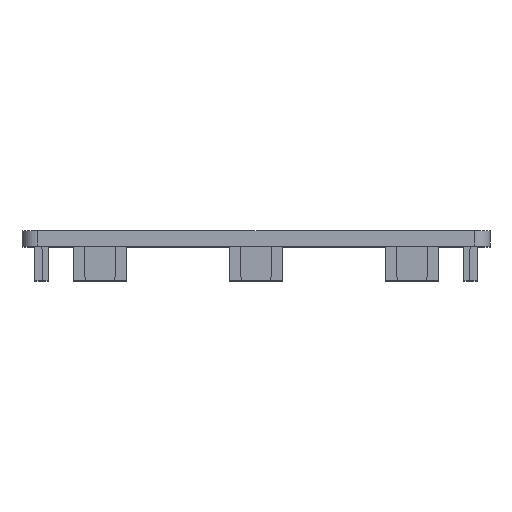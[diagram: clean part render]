
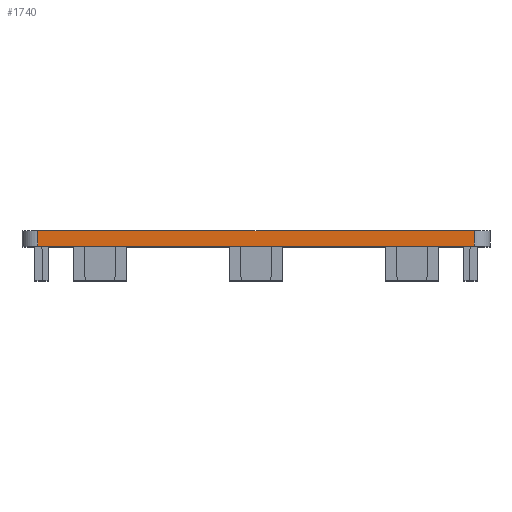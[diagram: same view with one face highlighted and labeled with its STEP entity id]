
A CAD part, top view. The second image highlights one B-rep face of the part: STEP entity #1740.
In plain terms, the highlighted planar face has unit normal (0, 0, 1).
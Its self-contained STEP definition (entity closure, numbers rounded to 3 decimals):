
#82 = DIRECTION ( 'NONE',  ( 1., 0., 0. ) ) ;
#291 = ORIENTED_EDGE ( 'NONE', *, *, #4825, .F. ) ;
#298 = DIRECTION ( 'NONE',  ( -1., 0., 0. ) ) ;
#390 = AXIS2_PLACEMENT_3D ( 'NONE', #3270, #1297, #298 ) ;
#392 = CARTESIAN_POINT ( 'NONE',  ( 4., 4., 160. ) ) ;
#787 = VECTOR ( 'NONE', #4195, 1000. ) ;
#823 = CARTESIAN_POINT ( 'NONE',  ( 116., 4., 160. ) ) ;
#1224 = EDGE_CURVE ( 'NONE', #5023, #2899, #2342, .T. ) ;
#1297 = DIRECTION ( 'NONE',  ( 0., 0., -1. ) ) ;
#1446 = DIRECTION ( 'NONE',  ( 0., -1., 0. ) ) ;
#1608 = VERTEX_POINT ( 'NONE', #3148 ) ;
#1720 = VECTOR ( 'NONE', #3092, 1000. ) ;
#1740 = ADVANCED_FACE ( 'NONE', ( #3984 ), #1799, .F. ) ;
#1799 = PLANE ( 'NONE',  #390 ) ;
#1847 = EDGE_LOOP ( 'NONE', ( #291, #2529, #2680, #2563 ) ) ;
#2109 = EDGE_CURVE ( 'NONE', #5537, #1608, #5431, .T. ) ;
#2275 = CARTESIAN_POINT ( 'NONE',  ( 4., 0., 160. ) ) ;
#2342 = LINE ( 'NONE', #6035, #4646 ) ;
#2353 = LINE ( 'NONE', #4892, #1720 ) ;
#2529 = ORIENTED_EDGE ( 'NONE', *, *, #1224, .F. ) ;
#2563 = ORIENTED_EDGE ( 'NONE', *, *, #2109, .F. ) ;
#2680 = ORIENTED_EDGE ( 'NONE', *, *, #4375, .F. ) ;
#2899 = VERTEX_POINT ( 'NONE', #4991 ) ;
#3092 = DIRECTION ( 'NONE',  ( -1., 0., 0. ) ) ;
#3148 = CARTESIAN_POINT ( 'NONE',  ( 4., 4., 160. ) ) ;
#3270 = CARTESIAN_POINT ( 'NONE',  ( 4., 4., 160. ) ) ;
#3984 = FACE_OUTER_BOUND ( 'NONE', #1847, .T. ) ;
#4033 = VECTOR ( 'NONE', #82, 1000. ) ;
#4195 = DIRECTION ( 'NONE',  ( 0., 1., 0. ) ) ;
#4375 = EDGE_CURVE ( 'NONE', #1608, #5023, #5714, .T. ) ;
#4646 = VECTOR ( 'NONE', #1446, 1000. ) ;
#4825 = EDGE_CURVE ( 'NONE', #2899, #5537, #2353, .T. ) ;
#4892 = CARTESIAN_POINT ( 'NONE',  ( 4., 0., 160. ) ) ;
#4991 = CARTESIAN_POINT ( 'NONE',  ( 116., 0., 160. ) ) ;
#5023 = VERTEX_POINT ( 'NONE', #823 ) ;
#5387 = CARTESIAN_POINT ( 'NONE',  ( 4., 4., 160. ) ) ;
#5431 = LINE ( 'NONE', #392, #787 ) ;
#5537 = VERTEX_POINT ( 'NONE', #2275 ) ;
#5714 = LINE ( 'NONE', #5387, #4033 ) ;
#6035 = CARTESIAN_POINT ( 'NONE',  ( 116., 4., 160. ) ) ;
